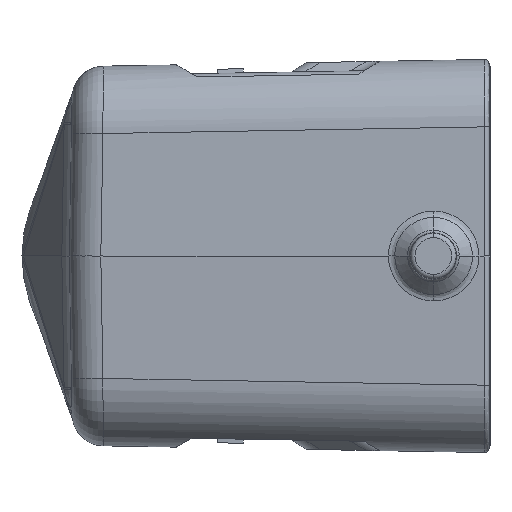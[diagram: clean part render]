
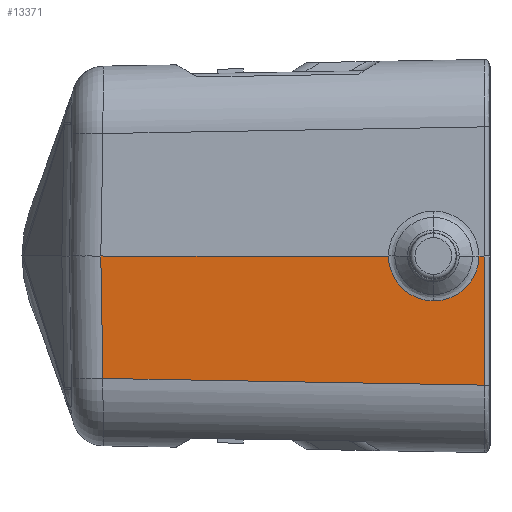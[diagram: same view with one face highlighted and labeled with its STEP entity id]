
A CAD part, left-side view. The second image highlights one B-rep face of the part: STEP entity #13371.
In plain terms, the highlighted planar face has unit normal (-1, 0.018, -0.017).
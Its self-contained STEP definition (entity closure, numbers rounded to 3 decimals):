
#757=CARTESIAN_POINT('',(-29.743,70.609,-14.121));
#4142=DIRECTION('',(-0.017,0.,1.));
#4143=VECTOR('',#4142,14.124);
#4144=CARTESIAN_POINT('',(-29.743,70.609,
-14.121));
#4145=LINE('',#4144,#4143);
#4146=DIRECTION('',(0.017,1.,0.017));
#4147=VECTOR('',#4146,41.732);
#4148=CARTESIAN_POINT('',(-29.743,70.609,
-14.121));
#4149=LINE('',#4148,#4147);
#4150=DIRECTION('',(0.017,-0.017,-1.));
#4151=VECTOR('',#4150,13.397);
#4152=CARTESIAN_POINT('',(-29.257,112.562,
0.));
#4153=LINE('',#4152,#4151);
#4154=DIRECTION('',(-0.017,-1.,0.));
#4155=VECTOR('',#4154,31.455);
#4156=CARTESIAN_POINT('',(-29.257,112.562,
0.));
#4157=LINE('',#4156,#4155);
#4158=CARTESIAN_POINT('',(-29.806,81.112,
0.));
#4159=CARTESIAN_POINT('',(-29.8,81.109,
-0.319));
#4160=CARTESIAN_POINT('',(-29.791,81.044,
-0.944));
#4161=CARTESIAN_POINT('',(-29.78,80.767,
-1.857));
#4162=CARTESIAN_POINT('',(-29.773,80.322,
-2.698));
#4163=CARTESIAN_POINT('',(-29.77,79.727,
-3.439));
#4164=CARTESIAN_POINT('',(-29.772,78.997,
-4.055));
#4165=CARTESIAN_POINT('',(-29.778,78.183,
-4.514));
#4166=CARTESIAN_POINT('',(-29.79,77.226,
-4.831));
#4167=CARTESIAN_POINT('',(-29.8,76.531,
-4.912));
#4168=CARTESIAN_POINT('',(-29.807,76.166,
-4.913));
#4170=CARTESIAN_POINT('',(-29.807,76.166,
-4.913));
#4171=CARTESIAN_POINT('',(-29.813,75.821,
-4.913));
#4172=CARTESIAN_POINT('',(-29.825,75.158,
-4.84));
#4173=CARTESIAN_POINT('',(-29.846,74.248,
-4.561));
#4174=CARTESIAN_POINT('',(-29.869,73.396,
-4.106));
#4175=CARTESIAN_POINT('',(-29.893,72.65,
-3.496));
#4176=CARTESIAN_POINT('',(-29.916,72.035,
-2.755));
#4177=CARTESIAN_POINT('',(-29.939,71.574,
-1.905));
#4178=CARTESIAN_POINT('',(-29.96,71.286,
-0.993));
#4179=CARTESIAN_POINT('',(-29.973,71.212,
-0.339));
#4180=CARTESIAN_POINT('',(-29.979,71.209,
0.));
#4182=DIRECTION('',(-0.017,-1.,0.));
#4183=VECTOR('',#4182,0.601);
#4184=CARTESIAN_POINT('',(-29.979,71.209,
0.));
#4185=LINE('',#4184,#4183);
#4205=CARTESIAN_POINT('',(-29.257,112.562,
0.));
#4345=CARTESIAN_POINT('',(-29.979,71.209,
0.));
#4367=CARTESIAN_POINT('',(-29.806,81.112,
0.));
#6101=VERTEX_POINT('',#4205);
#6122=CARTESIAN_POINT('',(-29.027,112.328,
-13.393));
#6123=VERTEX_POINT('',#6122);
#6553=VERTEX_POINT('',#4367);
#6557=VERTEX_POINT('',#4345);
#6559=VERTEX_POINT('',#4168);
#6656=CARTESIAN_POINT('',(-29.989,70.609,
0.));
#6657=VERTEX_POINT('',#6656);
#6670=VERTEX_POINT('',#757);
#13352=CARTESIAN_POINT('',(-30.018,70.,1.044));
#13353=DIRECTION('',(-1.,0.017,-0.017));
#13354=DIRECTION('',(0.017,1.,0.));
#13355=AXIS2_PLACEMENT_3D('',#13352,#13353,#13354);
#13356=PLANE('',#13355);
#13357=ORIENTED_EDGE('',*,*,#13345,.F.);
#13358=ORIENTED_EDGE('',*,*,#8298,.T.);
#13360=ORIENTED_EDGE('',*,*,#13359,.F.);
#13362=ORIENTED_EDGE('',*,*,#13361,.T.);
#13364=ORIENTED_EDGE('',*,*,#13363,.T.);
#13366=ORIENTED_EDGE('',*,*,#13365,.T.);
#13368=ORIENTED_EDGE('',*,*,#13367,.T.);
#13369=EDGE_LOOP('',(#13357,#13358,#13360,#13362,#13364,#13366,#13368));
#13370=FACE_OUTER_BOUND('',#13369,.F.);
#4169=B_SPLINE_CURVE_WITH_KNOTS('',3,(#4158,#4159,#4160,#4161,#4162,#4163,#4164,
#4165,#4166,#4167,#4168),.UNSPECIFIED.,.F.,.F.,(4,1,1,1,1,1,1,1,4),(0.,
0.125,0.25,0.375,0.5,0.625,0.75,0.875,1.),.UNSPECIFIED.);
#4181=B_SPLINE_CURVE_WITH_KNOTS('',3,(#4170,#4171,#4172,#4173,#4174,#4175,#4176,
#4177,#4178,#4179,#4180),.UNSPECIFIED.,.F.,.F.,(4,1,1,1,1,1,1,1,4),(0.,
0.125,0.25,0.375,0.5,0.625,0.75,0.875,1.),.UNSPECIFIED.);
#8298=EDGE_CURVE('',#6670,#6123,#4149,.T.);
#13345=EDGE_CURVE('',#6670,#6657,#4145,.T.);
#13359=EDGE_CURVE('',#6101,#6123,#4153,.T.);
#13361=EDGE_CURVE('',#6101,#6553,#4157,.T.);
#13363=EDGE_CURVE('',#6553,#6559,#4169,.T.);
#13365=EDGE_CURVE('',#6559,#6557,#4181,.T.);
#13367=EDGE_CURVE('',#6557,#6657,#4185,.T.);
#13371=ADVANCED_FACE('',(#13370),#13356,.T.);
